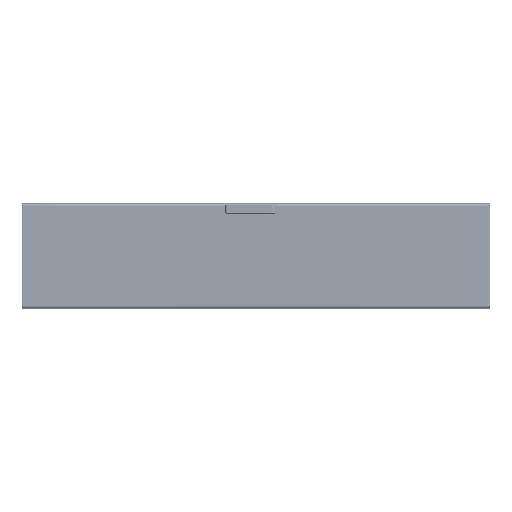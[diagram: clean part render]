
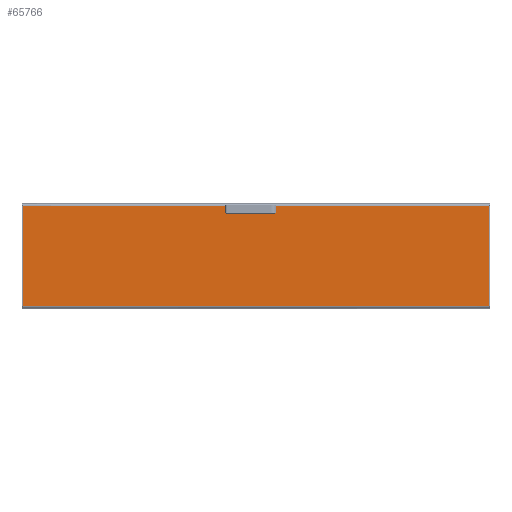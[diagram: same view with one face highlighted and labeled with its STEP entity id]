
A CAD part, top view. The second image highlights one B-rep face of the part: STEP entity #65766.
In plain terms, the highlighted planar face has unit normal (0, 0, 1).
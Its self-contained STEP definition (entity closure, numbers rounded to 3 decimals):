
#2698 = DIRECTION ( 'NONE',  ( 1., 0., 0. ) ) ;
#2705 = DIRECTION ( 'NONE',  ( 0., 0., 1. ) ) ;
#3008 = CARTESIAN_POINT ( 'NONE',  ( -875.5, -195., 2. ) ) ;
#3018 = PLANE ( 'NONE',  #83262 ) ;
#12969 = CARTESIAN_POINT ( 'NONE',  ( -37.662, 180., 2. ) ) ;
#13197 = CARTESIAN_POINT ( 'NONE',  ( -54.3, 180., 2. ) ) ;
#13486 = CARTESIAN_POINT ( 'NONE',  ( 14.338, 171., 2. ) ) ;
#14303 = CARTESIAN_POINT ( 'NONE',  ( 58.8, 175.5, 2. ) ) ;
#16341 = CARTESIAN_POINT ( 'NONE',  ( -875.49, -187.5, 2. ) ) ;
#16403 = CARTESIAN_POINT ( 'NONE',  ( -37.662, 171., 2. ) ) ;
#16450 = CARTESIAN_POINT ( 'NONE',  ( -875.49, 187.5, 2. ) ) ;
#16504 = CARTESIAN_POINT ( 'NONE',  ( 54.3, 171., 2. ) ) ;
#16644 = CARTESIAN_POINT ( 'NONE',  ( -14.338, 171., 2. ) ) ;
#16687 = CARTESIAN_POINT ( 'NONE',  ( 875.49, -187.5, 2. ) ) ;
#16816 = CARTESIAN_POINT ( 'NONE',  ( 875.49, 187.5, 2. ) ) ;
#16899 = CARTESIAN_POINT ( 'NONE',  ( 29.5, 187.5, 2. ) ) ;
#17238 = CARTESIAN_POINT ( 'NONE',  ( 37.662, 171., 2. ) ) ;
#17939 = CARTESIAN_POINT ( 'NONE',  ( 54.3, 180., 2. ) ) ;
#18035 = CARTESIAN_POINT ( 'NONE',  ( -54.3, 171., 2. ) ) ;
#19401 = CARTESIAN_POINT ( 'NONE',  ( 37.662, 180., 2. ) ) ;
#19722 = CARTESIAN_POINT ( 'NONE',  ( -29.5, 187.5, 2. ) ) ;
#26994 = FACE_OUTER_BOUND ( 'NONE', #75701, .T. ) ;
#29130 = AXIS2_PLACEMENT_3D ( 'NONE', #62756, #62736, #62678 ) ;
#35764 = CARTESIAN_POINT ( 'NONE',  ( 26., 175.5, 2. ) ) ;
#35834 = DIRECTION ( 'NONE',  ( 1., 0., 0. ) ) ;
#35852 = DIRECTION ( 'NONE',  ( -1., 0., 0. ) ) ;
#35976 = CARTESIAN_POINT ( 'NONE',  ( 875.49, 187.5, 2. ) ) ;
#36269 = CARTESIAN_POINT ( 'NONE',  ( 875.49, -195., 2. ) ) ;
#36822 = CARTESIAN_POINT ( 'NONE',  ( -875.49, 195., 2. ) ) ;
#36834 = DIRECTION ( 'NONE',  ( 0., 1., 0. ) ) ;
#36905 = DIRECTION ( 'NONE',  ( 0., 0., 1. ) ) ;
#37075 = DIRECTION ( 'NONE',  ( -1., 0., 0. ) ) ;
#37511 = DIRECTION ( 'NONE',  ( 0., 0., 1. ) ) ;
#37514 = DIRECTION ( 'NONE',  ( 1., 0., 0. ) ) ;
#37697 = CARTESIAN_POINT ( 'NONE',  ( -26., 175.5, 2. ) ) ;
#37718 = DIRECTION ( 'NONE',  ( 0., -1., 0. ) ) ;
#37762 = DIRECTION ( 'NONE',  ( -1., 0., 0. ) ) ;
#38014 = CARTESIAN_POINT ( 'NONE',  ( 875.49, 187.5, 2. ) ) ;
#38382 = AXIS2_PLACEMENT_3D ( 'NONE', #37697, #37511, #37514 ) ;
#38606 = AXIS2_PLACEMENT_3D ( 'NONE', #35764, #36905, #37075 ) ;
#38646 = AXIS2_PLACEMENT_3D ( 'NONE', #38886, #38999, #38995 ) ;
#38824 = DIRECTION ( 'NONE',  ( -1., 0., 0. ) ) ;
#38886 = CARTESIAN_POINT ( 'NONE',  ( 26., 175.5, 2. ) ) ;
#38962 = CARTESIAN_POINT ( 'NONE',  ( 37.662, 180., 2. ) ) ;
#38995 = DIRECTION ( 'NONE',  ( -1., 0., 0. ) ) ;
#38999 = DIRECTION ( 'NONE',  ( 0., 0., 1. ) ) ;
#39042 = AXIS2_PLACEMENT_3D ( 'NONE', #53849, #53829, #53828 ) ;
#39056 = AXIS2_PLACEMENT_3D ( 'NONE', #52922, #52785, #52784 ) ;
#39122 = AXIS2_PLACEMENT_3D ( 'NONE', #53170, #53159, #53163 ) ;
#39168 = CARTESIAN_POINT ( 'NONE',  ( -875.49, -187.5, 2. ) ) ;
#39821 = CIRCLE ( 'NONE', #29130, 4.5 ) ;
#40598 = CARTESIAN_POINT ( 'NONE',  ( -37.662, 180., 2. ) ) ;
#40607 = DIRECTION ( 'NONE',  ( -1., 0., 0. ) ) ;
#41554 = VECTOR ( 'NONE', #35852, 1000. ) ;
#41561 = LINE ( 'NONE', #35976, #41554 ) ;
#43122 = VECTOR ( 'NONE', #37762, 1000. ) ;
#43125 = LINE ( 'NONE', #38014, #43122 ) ;
#43142 = CIRCLE ( 'NONE', #38382, 12.5 ) ;
#43160 = LINE ( 'NONE', #36822, #43179 ) ;
#43179 = VECTOR ( 'NONE', #37718, 1000. ) ;
#43184 = VECTOR ( 'NONE', #36834, 1000. ) ;
#43223 = LINE ( 'NONE', #36269, #43184 ) ;
#45461 = EDGE_CURVE ( 'NONE', #59537, #59637, #51052, .T. ) ;
#45539 = CIRCLE ( 'NONE', #38606, 12.5 ) ;
#45568 = VECTOR ( 'NONE', #35834, 1000. ) ;
#45578 = LINE ( 'NONE', #39168, #45568 ) ;
#45611 = EDGE_CURVE ( 'NONE', #59637, #59346, #50946, .T. ) ;
#45615 = EDGE_CURVE ( 'NONE', #59346, #58713, #50955, .T. ) ;
#45638 = LINE ( 'NONE', #38962, #45647 ) ;
#45647 = VECTOR ( 'NONE', #38824, 1000. ) ;
#45666 = CIRCLE ( 'NONE', #38646, 12.5 ) ;
#45744 = EDGE_CURVE ( 'NONE', #58713, #58677, #50873, .T. ) ;
#45748 = EDGE_CURVE ( 'NONE', #59387, #58697, #50908, .T. ) ;
#45840 = EDGE_CURVE ( 'NONE', #58677, #59084, #50795, .T. ) ;
#45843 = EDGE_CURVE ( 'NONE', #58697, #58987, #50777, .T. ) ;
#46353 = EDGE_CURVE ( 'NONE', #59084, #59387, #45666, .T. ) ;
#46358 = EDGE_CURVE ( 'NONE', #59355, #59285, #45638, .T. ) ;
#46365 = EDGE_CURVE ( 'NONE', #58721, #58671, #45578, .T. ) ;
#46366 = EDGE_CURVE ( 'NONE', #59285, #58638, #45539, .T. ) ;
#46575 = EDGE_CURVE ( 'NONE', #58671, #58649, #43223, .T. ) ;
#46578 = EDGE_CURVE ( 'NONE', #58705, #58721, #43160, .T. ) ;
#46579 = EDGE_CURVE ( 'NONE', #59273, #59537, #43142, .T. ) ;
#46583 = EDGE_CURVE ( 'NONE', #59273, #58705, #43125, .T. ) ;
#46803 = EDGE_CURVE ( 'NONE', #58649, #58638, #41561, .T. ) ;
#47670 = EDGE_CURVE ( 'NONE', #58987, #59355, #39821, .T. ) ;
#50777 = CIRCLE ( 'NONE', #39042, 4.5 ) ;
#50785 = VECTOR ( 'NONE', #53854, 1000. ) ;
#50795 = LINE ( 'NONE', #53713, #50785 ) ;
#50873 = CIRCLE ( 'NONE', #39056, 12.5 ) ;
#50876 = VECTOR ( 'NONE', #53738, 1000. ) ;
#50908 = LINE ( 'NONE', #53842, #50876 ) ;
#50946 = CIRCLE ( 'NONE', #39122, 4.5 ) ;
#50947 = VECTOR ( 'NONE', #53147, 1000. ) ;
#50955 = LINE ( 'NONE', #53148, #50947 ) ;
#51051 = VECTOR ( 'NONE', #40607, 1000. ) ;
#51052 = LINE ( 'NONE', #40598, #51051 ) ;
#52784 = DIRECTION ( 'NONE',  ( 1., 0., 0. ) ) ;
#52785 = DIRECTION ( 'NONE',  ( 0., 0., 1. ) ) ;
#52922 = CARTESIAN_POINT ( 'NONE',  ( -26., 175.5, 2. ) ) ;
#53147 = DIRECTION ( 'NONE',  ( 1., 0., 0. ) ) ;
#53148 = CARTESIAN_POINT ( 'NONE',  ( -37.662, 171., 2. ) ) ;
#53159 = DIRECTION ( 'NONE',  ( 0., 0., 1. ) ) ;
#53163 = DIRECTION ( 'NONE',  ( 1., 0., 0. ) ) ;
#53170 = CARTESIAN_POINT ( 'NONE',  ( -54.3, 175.5, 2. ) ) ;
#53713 = CARTESIAN_POINT ( 'NONE',  ( -14.338, 171., 2. ) ) ;
#53738 = DIRECTION ( 'NONE',  ( 1., 0., 0. ) ) ;
#53828 = DIRECTION ( 'NONE',  ( -1., 0., 0. ) ) ;
#53829 = DIRECTION ( 'NONE',  ( 0., 0., 1. ) ) ;
#53842 = CARTESIAN_POINT ( 'NONE',  ( 37.662, 171., 2. ) ) ;
#53849 = CARTESIAN_POINT ( 'NONE',  ( 54.3, 175.5, 2. ) ) ;
#53854 = DIRECTION ( 'NONE',  ( 1., 0., 0. ) ) ;
#58638 = VERTEX_POINT ( 'NONE', #16899 ) ;
#58649 = VERTEX_POINT ( 'NONE', #16816 ) ;
#58671 = VERTEX_POINT ( 'NONE', #16687 ) ;
#58677 = VERTEX_POINT ( 'NONE', #16644 ) ;
#58697 = VERTEX_POINT ( 'NONE', #16504 ) ;
#58705 = VERTEX_POINT ( 'NONE', #16450 ) ;
#58713 = VERTEX_POINT ( 'NONE', #16403 ) ;
#58721 = VERTEX_POINT ( 'NONE', #16341 ) ;
#58987 = VERTEX_POINT ( 'NONE', #14303 ) ;
#59084 = VERTEX_POINT ( 'NONE', #13486 ) ;
#59273 = VERTEX_POINT ( 'NONE', #19722 ) ;
#59285 = VERTEX_POINT ( 'NONE', #19401 ) ;
#59346 = VERTEX_POINT ( 'NONE', #18035 ) ;
#59355 = VERTEX_POINT ( 'NONE', #17939 ) ;
#59387 = VERTEX_POINT ( 'NONE', #17238 ) ;
#59537 = VERTEX_POINT ( 'NONE', #12969 ) ;
#59637 = VERTEX_POINT ( 'NONE', #13197 ) ;
#62678 = DIRECTION ( 'NONE',  ( -1., 0., 0. ) ) ;
#62736 = DIRECTION ( 'NONE',  ( 0., 0., 1. ) ) ;
#62756 = CARTESIAN_POINT ( 'NONE',  ( 54.3, 175.5, 2. ) ) ;
#65766 = ADVANCED_FACE ( 'NONE', ( #26994 ), #3018, .T. ) ;
#68664 = ORIENTED_EDGE ( 'NONE', *, *, #46579, .F. ) ;
#68666 = ORIENTED_EDGE ( 'NONE', *, *, #46583, .T. ) ;
#68668 = ORIENTED_EDGE ( 'NONE', *, *, #46578, .T. ) ;
#68670 = ORIENTED_EDGE ( 'NONE', *, *, #46365, .T. ) ;
#68672 = ORIENTED_EDGE ( 'NONE', *, *, #46575, .T. ) ;
#68674 = ORIENTED_EDGE ( 'NONE', *, *, #46803, .T. ) ;
#68676 = ORIENTED_EDGE ( 'NONE', *, *, #46366, .F. ) ;
#68678 = ORIENTED_EDGE ( 'NONE', *, *, #46358, .F. ) ;
#68680 = ORIENTED_EDGE ( 'NONE', *, *, #47670, .F. ) ;
#68682 = ORIENTED_EDGE ( 'NONE', *, *, #45843, .F. ) ;
#68684 = ORIENTED_EDGE ( 'NONE', *, *, #45748, .F. ) ;
#68686 = ORIENTED_EDGE ( 'NONE', *, *, #46353, .F. ) ;
#68688 = ORIENTED_EDGE ( 'NONE', *, *, #45840, .F. ) ;
#68691 = ORIENTED_EDGE ( 'NONE', *, *, #45744, .F. ) ;
#68693 = ORIENTED_EDGE ( 'NONE', *, *, #45615, .F. ) ;
#68695 = ORIENTED_EDGE ( 'NONE', *, *, #45611, .F. ) ;
#68697 = ORIENTED_EDGE ( 'NONE', *, *, #45461, .F. ) ;
#75701 = EDGE_LOOP ( 'NONE', ( #68664, #68666, #68668, #68670, #68672, #68674, #68676, #68678, #68680, #68682, #68684, #68686, #68688, #68691, #68693, #68695, #68697 ) ) ;
#83262 = AXIS2_PLACEMENT_3D ( 'NONE', #3008, #2705, #2698 ) ;
